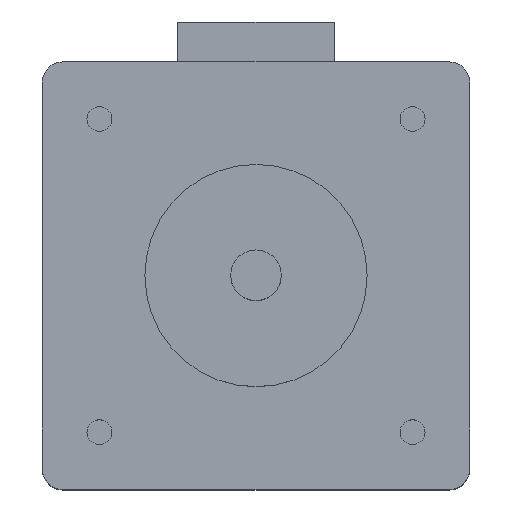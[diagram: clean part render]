
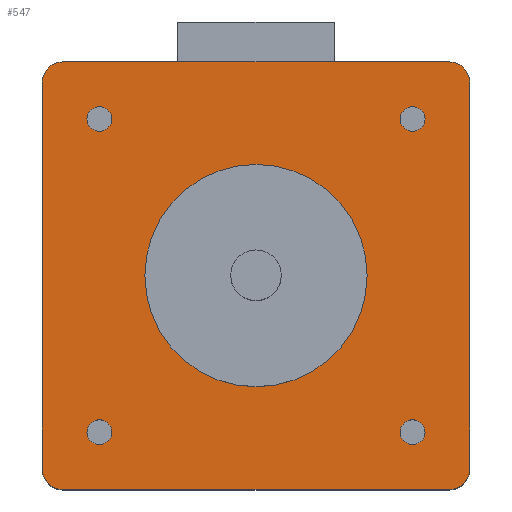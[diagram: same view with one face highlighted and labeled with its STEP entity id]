
A CAD part, top view. The second image highlights one B-rep face of the part: STEP entity #547.
In plain terms, the highlighted planar face has unit normal (0, 0, 1).
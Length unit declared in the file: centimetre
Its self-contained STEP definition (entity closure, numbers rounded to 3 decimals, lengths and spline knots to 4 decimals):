
#105=CIRCLE('',#567,0.123);
#107=CIRCLE('',#571,0.123);
#109=CIRCLE('',#575,0.123);
#111=CIRCLE('',#579,0.123);
#115=CIRCLE('',#587,1.1);
#117=CIRCLE('',#591,0.2);
#118=CIRCLE('',#593,0.2);
#119=CIRCLE('',#594,0.2);
#120=CIRCLE('',#595,0.2);
#151=VERTEX_POINT('',#778);
#152=VERTEX_POINT('',#780);
#155=VERTEX_POINT('',#787);
#157=VERTEX_POINT('',#793);
#159=VERTEX_POINT('',#799);
#161=VERTEX_POINT('',#805);
#165=VERTEX_POINT('',#817);
#168=VERTEX_POINT('',#824);
#169=VERTEX_POINT('',#826);
#170=VERTEX_POINT('',#830);
#171=VERTEX_POINT('',#832);
#172=VERTEX_POINT('',#834);
#173=VERTEX_POINT('',#837);
#203=VECTOR('',#641,1.);
#207=VECTOR('',#694,1.);
#208=VECTOR('',#697,1.);
#209=VECTOR('',#702,1.);
#242=LINE('',#779,#203);
#246=LINE('',#829,#207);
#247=LINE('',#833,#208);
#248=LINE('',#838,#209);
#281=EDGE_CURVE('',#152,#151,#242,.T.);
#285=EDGE_CURVE('',#155,#155,#105,.T.);
#287=EDGE_CURVE('',#157,#157,#107,.T.);
#289=EDGE_CURVE('',#159,#159,#109,.T.);
#291=EDGE_CURVE('',#161,#161,#111,.T.);
#295=EDGE_CURVE('',#165,#165,#115,.T.);
#298=EDGE_CURVE('',#168,#169,#117,.T.);
#300=EDGE_CURVE('',#168,#170,#246,.T.);
#301=EDGE_CURVE('',#171,#170,#118,.T.);
#302=EDGE_CURVE('',#171,#172,#247,.T.);
#303=EDGE_CURVE('',#152,#172,#119,.T.);
#304=EDGE_CURVE('',#173,#151,#120,.T.);
#305=EDGE_CURVE('',#173,#169,#248,.T.);
#387=ORIENTED_EDGE('',*,*,#285,.T.);
#388=ORIENTED_EDGE('',*,*,#287,.T.);
#389=ORIENTED_EDGE('',*,*,#289,.T.);
#390=ORIENTED_EDGE('',*,*,#291,.T.);
#391=ORIENTED_EDGE('',*,*,#295,.T.);
#392=ORIENTED_EDGE('',*,*,#298,.F.);
#393=ORIENTED_EDGE('',*,*,#300,.T.);
#394=ORIENTED_EDGE('',*,*,#301,.F.);
#395=ORIENTED_EDGE('',*,*,#302,.T.);
#396=ORIENTED_EDGE('',*,*,#303,.F.);
#397=ORIENTED_EDGE('',*,*,#281,.T.);
#398=ORIENTED_EDGE('',*,*,#304,.F.);
#399=ORIENTED_EDGE('',*,*,#305,.T.);
#467=EDGE_LOOP('',(#387));
#468=EDGE_LOOP('',(#388));
#469=EDGE_LOOP('',(#389));
#470=EDGE_LOOP('',(#390));
#471=EDGE_LOOP('',(#391));
#472=EDGE_LOOP('',(#392,#393,#394,#395,#396,#397,#398,#399));
#511=FACE_BOUND('',#467,.T.);
#512=FACE_BOUND('',#468,.T.);
#513=FACE_BOUND('',#469,.T.);
#514=FACE_BOUND('',#470,.T.);
#515=FACE_BOUND('',#471,.T.);
#516=FACE_BOUND('',#472,.T.);
#547=ADVANCED_FACE('',(#511,#512,#513,#514,#515,#516),#876,.T.);
#567=AXIS2_PLACEMENT_3D('',#786,#647,#648);
#571=AXIS2_PLACEMENT_3D('',#792,#654,#655);
#575=AXIS2_PLACEMENT_3D('',#798,#661,#662);
#579=AXIS2_PLACEMENT_3D('',#804,#668,#669);
#587=AXIS2_PLACEMENT_3D('',#816,#682,#683);
#591=AXIS2_PLACEMENT_3D('',#825,#690,#691);
#592=AXIS2_PLACEMENT_3D('',#828,#693,$);
#593=AXIS2_PLACEMENT_3D('',#831,#695,#696);
#594=AXIS2_PLACEMENT_3D('',#835,#698,#699);
#595=AXIS2_PLACEMENT_3D('',#836,#700,#701);
#641=DIRECTION('',(-1.,0.,0.));
#647=DIRECTION('',(0.,0.,-1.));
#648=DIRECTION('',(0.,0.123,0.));
#654=DIRECTION('',(0.,0.,-1.));
#655=DIRECTION('',(0.,0.123,0.));
#661=DIRECTION('',(0.,0.,-1.));
#662=DIRECTION('',(0.,0.123,0.));
#668=DIRECTION('',(0.,0.,-1.));
#669=DIRECTION('',(0.,0.123,0.));
#682=DIRECTION('',(0.,0.,-1.));
#683=DIRECTION('',(1.1,0.,0.));
#690=DIRECTION('',(0.,0.,-1.));
#691=DIRECTION('',(-0.141,-0.141,0.));
#693=DIRECTION('',(0.,0.,1.));
#694=DIRECTION('',(1.,0.,0.));
#695=DIRECTION('',(0.,0.,-1.));
#696=DIRECTION('',(0.141,-0.141,0.));
#697=DIRECTION('',(0.,1.,0.));
#698=DIRECTION('',(0.,0.,-1.));
#699=DIRECTION('',(0.141,0.141,0.));
#700=DIRECTION('',(0.,0.,-1.));
#701=DIRECTION('',(-0.141,0.141,0.));
#702=DIRECTION('',(0.,-1.,0.));
#778=CARTESIAN_POINT('',(-1.915,2.115,0.));
#779=CARTESIAN_POINT('',(2.115,2.115,0.));
#780=CARTESIAN_POINT('',(1.915,2.115,0.));
#786=CARTESIAN_POINT('',(1.55,-1.55,0.));
#787=CARTESIAN_POINT('',(1.55,-1.4271,0.));
#792=CARTESIAN_POINT('',(1.55,1.55,0.));
#793=CARTESIAN_POINT('',(1.55,1.673,0.));
#798=CARTESIAN_POINT('',(-1.55,-1.55,0.));
#799=CARTESIAN_POINT('',(-1.55,-1.4271,0.));
#804=CARTESIAN_POINT('',(-1.55,1.55,0.));
#805=CARTESIAN_POINT('',(-1.55,1.673,0.));
#816=CARTESIAN_POINT('',(0.,0.,0.));
#817=CARTESIAN_POINT('',(1.1,0.,0.));
#824=CARTESIAN_POINT('',(-1.915,-2.115,0.));
#825=CARTESIAN_POINT('',(-1.915,-1.915,0.));
#826=CARTESIAN_POINT('',(-2.115,-1.915,0.));
#828=CARTESIAN_POINT('',(0.,0.,0.));
#829=CARTESIAN_POINT('',(-2.115,-2.115,0.));
#830=CARTESIAN_POINT('',(1.915,-2.115,0.));
#831=CARTESIAN_POINT('',(1.915,-1.915,0.));
#832=CARTESIAN_POINT('',(2.115,-1.915,0.));
#833=CARTESIAN_POINT('',(2.115,-2.115,0.));
#834=CARTESIAN_POINT('',(2.115,1.915,0.));
#835=CARTESIAN_POINT('',(1.915,1.915,0.));
#836=CARTESIAN_POINT('',(-1.915,1.915,0.));
#837=CARTESIAN_POINT('',(-2.115,1.915,0.));
#838=CARTESIAN_POINT('',(-2.115,2.115,0.));
#876=PLANE('',#592);
